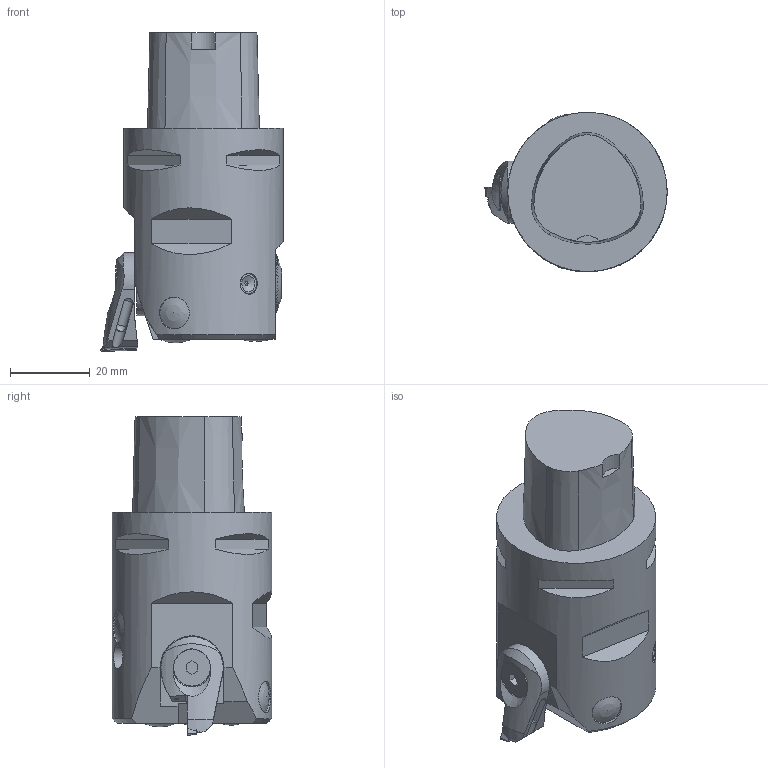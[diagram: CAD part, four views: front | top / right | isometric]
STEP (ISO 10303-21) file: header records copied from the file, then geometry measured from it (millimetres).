
FILE_DESCRIPTION(/* description */ (''),/* implementation_level */ '2;1');
FILE_NAME(/* name */ '1566907907786.stp',/* time_stamp */ '2019-08-27T14:11:54+02:00',/* author */ (''),/* organization */ ('SMS'),/* preprocessor_version */ 'ST-DEVELOPER v16.7',/* originating_system */ 'SIEMENS PLM Software NX 12.0',/* authorisation */ '');
FILE_SCHEMA (('AUTOMOTIVE_DESIGN { 1 0 10303 214 3 1 1 1 }'));
Length unit declared in the file: millimetre
Products named in the file (7): IsoTurningInsert; ASSEMBLY_CONSTRUCTION; 202217647mod000_00; 111166038mod000_01; 111169194mod000_01; 111165157mod000_01
Assembly tree (6 placements, depth 3):
  111165157mod000_01
    111166038mod000_01
    111169194mod000_01
      202217647mod000_00
      ASSEMBLY_CONSTRUCTION
      IsoTurningInsert
    ASSEMBLY_CONSTRUCTION
Bounding box: 45.75 x 40 x 80 mm (x, y, z)
Volume: 5383.8 mm3; surface area: 14941.6 mm2
Topology: 3 solids, 4 shells, 423 faces, 1193 edges, 802 vertices
Faces by surface type: plane 291, cone 76, cylinder 42, sphere 9, torus 4, bspline 1
Full cylindrical faces by diameter (mm): 1 x2, 2.5 x2, 3.6 x1, 5 x1, 5.015 x3, 5.25 x1, 6 x1, 6.1 x1, 7.54 x1, 8.015 x1, 8.018 x1, 9.2 x1, 16 x2, 40 x1
Entity records: 14042 total; most frequent: CARTESIAN_POINT 3535, ORIENTED_EDGE 2232, DIRECTION 1945, EDGE_CURVE 1116, VERTEX_POINT 758, AXIS2_PLACEMENT_3D 680, LINE 585, VECTOR 585
